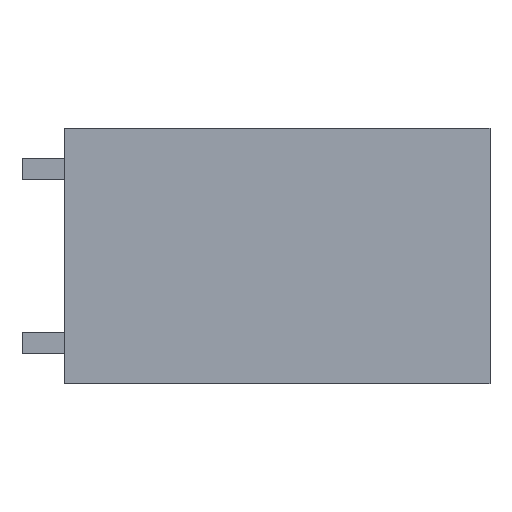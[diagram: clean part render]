
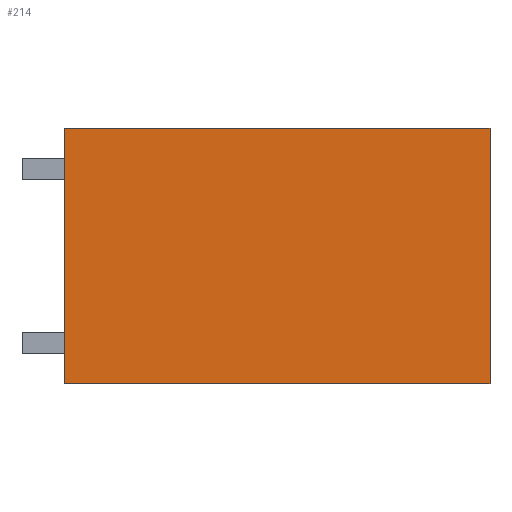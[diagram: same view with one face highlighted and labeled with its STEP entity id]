
A CAD part, top view. The second image highlights one B-rep face of the part: STEP entity #214.
In plain terms, the highlighted planar face has unit normal (0, 0, 1).
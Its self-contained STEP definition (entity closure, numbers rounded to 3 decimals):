
#24 = VERTEX_POINT('',#25);
#25 = CARTESIAN_POINT('',(0.,0.,6.));
#31 = EDGE_CURVE('',#24,#32,#34,.T.);
#32 = VERTEX_POINT('',#33);
#33 = CARTESIAN_POINT('',(100.,0.,6.));
#34 = LINE('',#35,#36);
#35 = CARTESIAN_POINT('',(0.,0.,6.));
#36 = VECTOR('',#37,1.);
#37 = DIRECTION('',(1.,0.,0.));
#72 = VERTEX_POINT('',#73);
#73 = CARTESIAN_POINT('',(0.,60.,6.));
#79 = EDGE_CURVE('',#72,#24,#80,.T.);
#80 = LINE('',#81,#82);
#81 = CARTESIAN_POINT('',(0.,60.,6.));
#82 = VECTOR('',#83,1.);
#83 = DIRECTION('',(0.,-1.,0.));
#157 = EDGE_CURVE('',#32,#158,#160,.T.);
#158 = VERTEX_POINT('',#159);
#159 = CARTESIAN_POINT('',(100.,60.,6.));
#160 = LINE('',#161,#162);
#161 = CARTESIAN_POINT('',(100.,0.,6.));
#162 = VECTOR('',#163,1.);
#163 = DIRECTION('',(0.,1.,0.));
#214 = ADVANCED_FACE('',(#215),#226,.T.);
#215 = FACE_BOUND('',#216,.T.);
#216 = EDGE_LOOP('',(#217,#218,#219,#225));
#217 = ORIENTED_EDGE('',*,*,#31,.T.);
#218 = ORIENTED_EDGE('',*,*,#157,.T.);
#219 = ORIENTED_EDGE('',*,*,#220,.T.);
#220 = EDGE_CURVE('',#158,#72,#221,.T.);
#221 = LINE('',#222,#223);
#222 = CARTESIAN_POINT('',(100.,60.,6.));
#223 = VECTOR('',#224,1.);
#224 = DIRECTION('',(-1.,0.,0.));
#225 = ORIENTED_EDGE('',*,*,#79,.T.);
#226 = PLANE('',#227);
#227 = AXIS2_PLACEMENT_3D('',#228,#229,#230);
#228 = CARTESIAN_POINT('',(50.,30.,6.));
#229 = DIRECTION('',(0.,0.,1.));
#230 = DIRECTION('',(1.,0.,0.));
